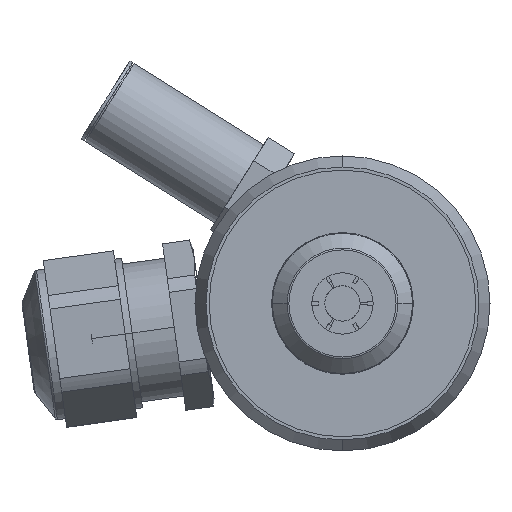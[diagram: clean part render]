
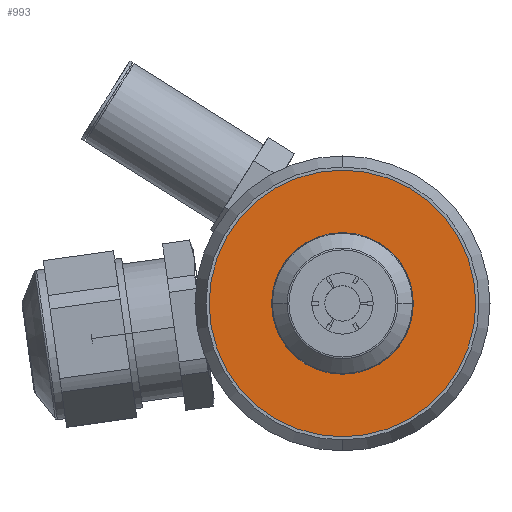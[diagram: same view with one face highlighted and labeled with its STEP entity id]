
A CAD part, left-side view. The second image highlights one B-rep face of the part: STEP entity #993.
In plain terms, the highlighted planar face has unit normal (-1, 0, 0).
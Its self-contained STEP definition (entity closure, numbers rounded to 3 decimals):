
#981 = EDGE_CURVE ( 'NONE', #992, #991, #4478, .T. ) ;
#988 = EDGE_LOOP ( 'NONE', ( #996, #995 ) ) ;
#991 = VERTEX_POINT ( 'NONE', #4426 ) ;
#992 = VERTEX_POINT ( 'NONE', #4416 ) ;
#993 = ADVANCED_FACE ( 'NONE', ( #4410, #4421 ), #4420, .T. ) ;
#994 = EDGE_CURVE ( 'NONE', #1006, #1230, #4429, .T. ) ;
#995 = ORIENTED_EDGE ( 'NONE', *, *, #981, .T. ) ;
#996 = ORIENTED_EDGE ( 'NONE', *, *, #1003, .T. ) ;
#1000 = EDGE_CURVE ( 'NONE', #1230, #1006, #4409, .T. ) ;
#1003 = EDGE_CURVE ( 'NONE', #991, #992, #4581, .T. ) ;
#1006 = VERTEX_POINT ( 'NONE', #4574 ) ;
#1039 = ORIENTED_EDGE ( 'NONE', *, *, #994, .F. ) ;
#1221 = EDGE_LOOP ( 'NONE', ( #1222, #1039 ) ) ;
#1222 = ORIENTED_EDGE ( 'NONE', *, *, #1000, .F. ) ;
#1230 = VERTEX_POINT ( 'NONE', #5017 ) ;
#4404 = AXIS2_PLACEMENT_3D ( 'NONE', #4469, #4468, #4467 ) ;
#4405 = DIRECTION ( 'NONE',  ( -1., 0., 0. ) ) ;
#4406 = DIRECTION ( 'NONE',  ( 0., -1., 0. ) ) ;
#4407 = DIRECTION ( 'NONE',  ( -1., 0., 0. ) ) ;
#4409 = CIRCLE ( 'NONE', #4415, 5.3 ) ;
#4410 = FACE_OUTER_BOUND ( 'NONE', #988, .T. ) ;
#4415 = AXIS2_PLACEMENT_3D ( 'NONE', #4470, #4405, #4443 ) ;
#4416 = CARTESIAN_POINT ( 'NONE',  ( -75.625, 20.719, 36.476 ) ) ;
#4420 = PLANE ( 'NONE',  #4427 ) ;
#4421 = FACE_BOUND ( 'NONE', #1221, .T. ) ;
#4423 = DIRECTION ( 'NONE',  ( 0., -1., 0. ) ) ;
#4424 = DIRECTION ( 'NONE',  ( -1., 0., 0. ) ) ;
#4426 = CARTESIAN_POINT ( 'NONE',  ( -75.625, -1.881, 36.476 ) ) ;
#4427 = AXIS2_PLACEMENT_3D ( 'NONE', #4433, #4407, #4406 ) ;
#4429 = CIRCLE ( 'NONE', #4404, 5.3 ) ;
#4430 = AXIS2_PLACEMENT_3D ( 'NONE', #4458, #4424, #4423 ) ;
#4433 = CARTESIAN_POINT ( 'NONE',  ( -75.625, 9.419, 36.476 ) ) ;
#4441 = CARTESIAN_POINT ( 'NONE',  ( -75.625, 9.419, 36.476 ) ) ;
#4443 = DIRECTION ( 'NONE',  ( 0., -1., 0. ) ) ;
#4458 = CARTESIAN_POINT ( 'NONE',  ( -75.625, 9.419, 36.476 ) ) ;
#4467 = DIRECTION ( 'NONE',  ( 0., -1., 0. ) ) ;
#4468 = DIRECTION ( 'NONE',  ( -1., 0., 0. ) ) ;
#4469 = CARTESIAN_POINT ( 'NONE',  ( -75.625, 9.419, 36.476 ) ) ;
#4470 = CARTESIAN_POINT ( 'NONE',  ( -75.625, 9.419, 36.476 ) ) ;
#4478 = CIRCLE ( 'NONE', #4430, 11.3 ) ;
#4574 = CARTESIAN_POINT ( 'NONE',  ( -75.625, 4.119, 36.476 ) ) ;
#4578 = DIRECTION ( 'NONE',  ( 0., -1., 0. ) ) ;
#4579 = DIRECTION ( 'NONE',  ( -1., 0., 0. ) ) ;
#4580 = AXIS2_PLACEMENT_3D ( 'NONE', #4441, #4579, #4578 ) ;
#4581 = CIRCLE ( 'NONE', #4580, 11.3 ) ;
#5017 = CARTESIAN_POINT ( 'NONE',  ( -75.625, 14.719, 36.476 ) ) ;
